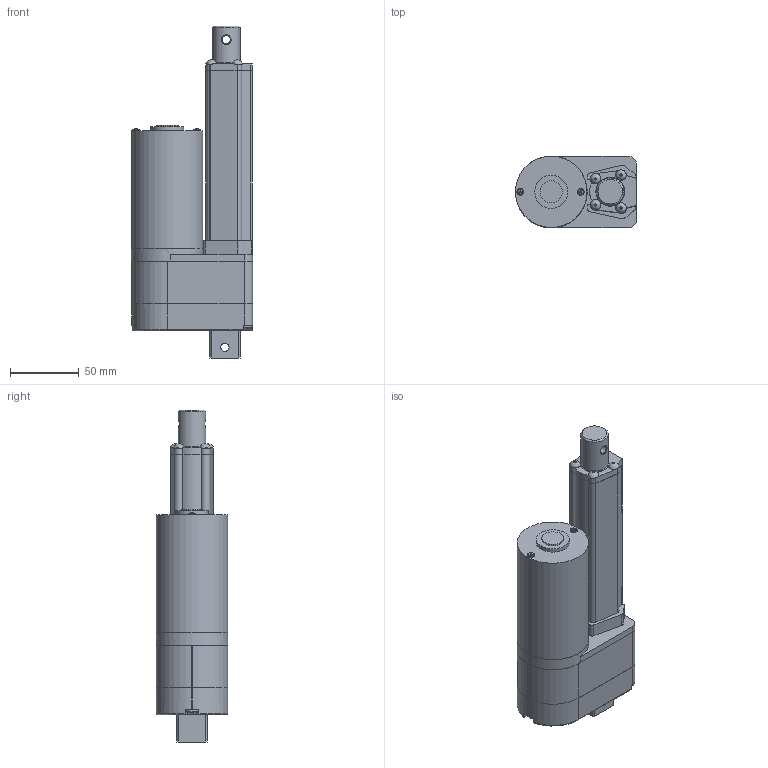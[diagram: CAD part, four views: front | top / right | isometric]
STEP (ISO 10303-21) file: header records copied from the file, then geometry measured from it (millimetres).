
FILE_DESCRIPTION(/* description */ (''),/* implementation_level */ '2;1');
FILE_NAME(/* name */ 'FA-OS-400-12-3.step',/* time_stamp */ '2019-09-05T16:34:30-07:00',/* author */ (''),/* organization */ (''),/* preprocessor_version */ 'ST-DEVELOPER v18',/* originating_system */ 'Autodesk Translation Framework v8.6.0.1094',/* authorisation */ '');
FILE_SCHEMA (('AUTOMOTIVE_DESIGN { 1 0 10303 214 3 1 1 }'));
Length unit declared in the file: inch
Products named in the file (1): (Unsaved)
Bounding box: 88.18 x 52.2 x 241.8 mm (x, y, z)
Volume: 574098.6 mm3; surface area: 59001.2 mm2
Topology: 1 solids, 1 shells, 302 faces, 824 edges, 545 vertices
Faces by surface type: plane 180, cylinder 67, cone 28, torus 16, sphere 9, bspline 2
Full cylindrical faces by diameter (mm): 4 x2, 5 x2, 6 x2, 9.5 x3, 16 x1, 20 x1, 21 x1, 24 x1, 52 x1, 52.2 x1
Entity records: 10982 total; most frequent: CARTESIAN_POINT 2974, ORIENTED_EDGE 1642, DIRECTION 1640, EDGE_CURVE 821, AXIS2_PLACEMENT_3D 645, VERTEX_POINT 545, LINE 350, VECTOR 350
